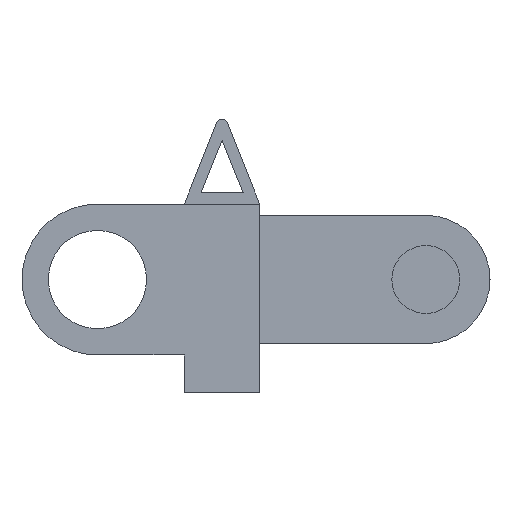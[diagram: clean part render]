
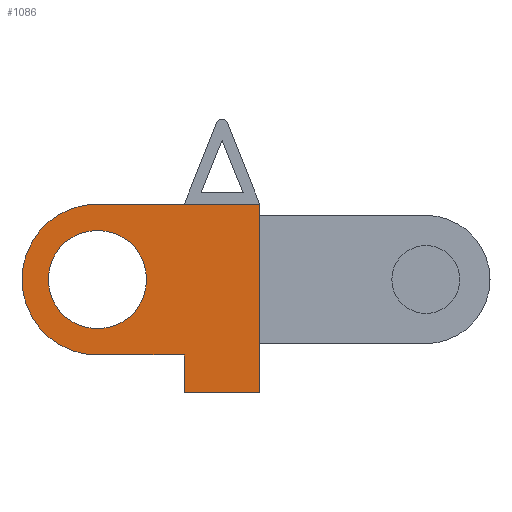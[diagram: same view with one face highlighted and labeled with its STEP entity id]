
A CAD part, left-side view. The second image highlights one B-rep face of the part: STEP entity #1086.
In plain terms, the highlighted planar face has unit normal (-1, 0, 0).
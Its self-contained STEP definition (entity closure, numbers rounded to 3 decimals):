
#581=CARTESIAN_POINT('',(-13.,-1.,-3.));
#582=VERTEX_POINT('',#581);
#589=CARTESIAN_POINT('',(-13.,1.,-3.));
#590=VERTEX_POINT('',#589);
#591=CARTESIAN_POINT('',(-13.,-1.,-3.));
#592=DIRECTION('',(0.,1.,0.));
#593=VECTOR('',#592,2.);
#594=LINE('',#591,#593);
#595=EDGE_CURVE('',#582,#590,#594,.T.);
#621=CARTESIAN_POINT('',(-13.,3.3,2.));
#622=VERTEX_POINT('',#621);
#629=CARTESIAN_POINT('',(-13.,-1.,2.));
#630=VERTEX_POINT('',#629);
#631=CARTESIAN_POINT('',(-13.,3.3,2.));
#632=DIRECTION('',(0.,-1.,-0.));
#633=VECTOR('',#632,4.3);
#634=LINE('',#631,#633);
#635=EDGE_CURVE('',#622,#630,#634,.T.);
#676=CARTESIAN_POINT('',(-13.,1.,-2.));
#677=VERTEX_POINT('',#676);
#678=CARTESIAN_POINT('',(-13.,1.,-3.));
#679=DIRECTION('',(0.,0.,1.));
#680=VECTOR('',#679,1.);
#681=LINE('',#678,#680);
#682=EDGE_CURVE('',#590,#677,#681,.T.);
#714=CARTESIAN_POINT('',(-13.,-1.,2.));
#715=DIRECTION('',(0.,0.,-1.));
#716=VECTOR('',#715,5.);
#717=LINE('',#714,#716);
#718=EDGE_CURVE('',#630,#582,#717,.T.);
#768=CARTESIAN_POINT('',(-13.,3.3,-2.));
#769=VERTEX_POINT('',#768);
#770=CARTESIAN_POINT('',(-13.,1.,-2.));
#771=DIRECTION('',(0.,1.,-0.));
#772=VECTOR('',#771,2.3);
#773=LINE('',#770,#772);
#774=EDGE_CURVE('',#677,#769,#773,.T.);
#799=CARTESIAN_POINT('',(-13.,3.3,0.));
#800=DIRECTION('',(1.,-0.,-0.));
#801=DIRECTION('',(0.,0.,1.));
#802=AXIS2_PLACEMENT_3D('',#799,#800,#801);
#803=CIRCLE('',#802,2.);
#804=EDGE_CURVE('',#769,#622,#803,.T.);
#822=CARTESIAN_POINT('',(-13.,3.3,1.3));
#823=VERTEX_POINT('',#822);
#832=CARTESIAN_POINT('',(-13.,4.6,0.));
#833=VERTEX_POINT('',#832);
#834=CARTESIAN_POINT('',(-13.,3.3,0.));
#835=DIRECTION('',(-1.,0.,0.));
#836=DIRECTION('',(0.,0.,1.));
#837=AXIS2_PLACEMENT_3D('',#834,#835,#836);
#838=CIRCLE('',#837,1.3);
#839=EDGE_CURVE('',#823,#833,#838,.T.);
#1063=CARTESIAN_POINT('',(-13.,0.,0.));
#1064=DIRECTION('',(-1.,0.,0.));
#1065=DIRECTION('',(0.,-1.,0.));
#1066=AXIS2_PLACEMENT_3D('',#1063,#1064,#1065);
#1067=PLANE('',#1066);
#1068=ORIENTED_EDGE('',*,*,#635,.F.);
#1069=ORIENTED_EDGE('',*,*,#804,.F.);
#1070=ORIENTED_EDGE('',*,*,#774,.F.);
#1071=ORIENTED_EDGE('',*,*,#682,.F.);
#1072=ORIENTED_EDGE('',*,*,#595,.F.);
#1073=ORIENTED_EDGE('',*,*,#718,.F.);
#1074=EDGE_LOOP('',(#1068,#1069,#1070,#1071,#1072,#1073));
#1075=FACE_BOUND('',#1074,.T.);
#1076=ORIENTED_EDGE('',*,*,#839,.F.);
#1077=CARTESIAN_POINT('',(-13.,3.3,0.));
#1078=DIRECTION('',(-1.,0.,0.));
#1079=DIRECTION('',(0.,0.,1.));
#1080=AXIS2_PLACEMENT_3D('',#1077,#1078,#1079);
#1081=CIRCLE('',#1080,1.3);
#1082=EDGE_CURVE('',#833,#823,#1081,.T.);
#1083=ORIENTED_EDGE('',*,*,#1082,.F.);
#1084=EDGE_LOOP('',(#1076,#1083));
#1085=FACE_BOUND('',#1084,.T.);
#1086=ADVANCED_FACE('',(#1075,#1085),#1067,.T.);
